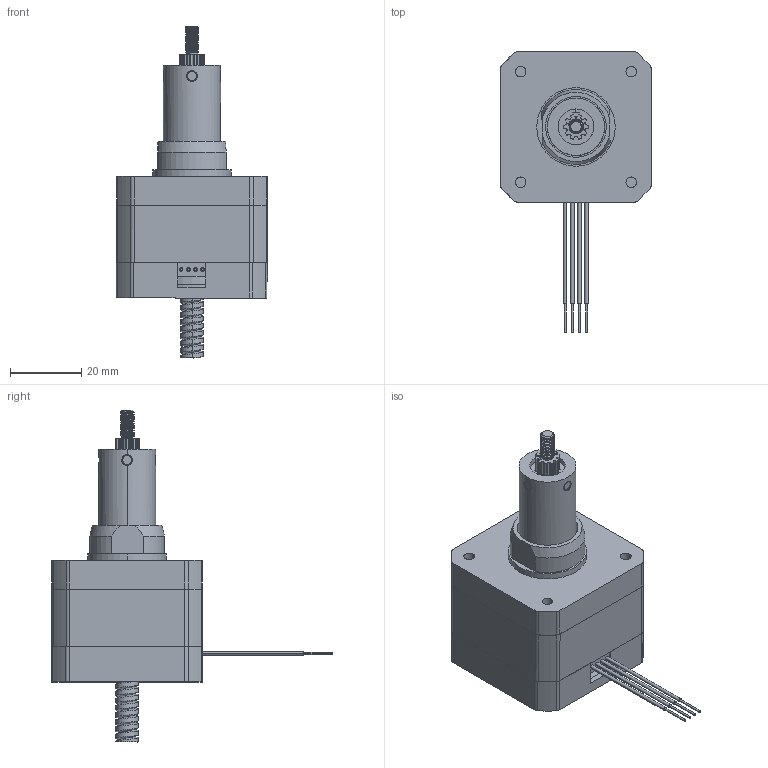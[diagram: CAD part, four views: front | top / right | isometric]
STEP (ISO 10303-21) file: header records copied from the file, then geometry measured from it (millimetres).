
FILE_DESCRIPTION (( 'STEP AP214' ), '1' );
FILE_NAME ('17K21-25.STEP', '2023-03-07T07:47:00', ( '' ), ( '' ), 'SwSTEP 2.0', 'SolidWorks 2022', '' );
FILE_SCHEMA (( 'AUTOMOTIVE_DESIGN' ));
Length unit declared in the file: millimetre
Products named in the file (18): 03-016叠片-11.STP; 07-020.STP; 10-072.STP; 10-092.STP; 06-291.STP; 07-004.STP; 17K21-25; 04-012-22.STP; 01-009-25.STP; 04-063注塑体.STP; 42单厚铭牌.STP; 花键轴 - 注塑.STP; 04-300-3.STP; 02-020.STP; 04-298-6-SZ.STP; 17K21-25.STP; 01-008-5.STP; 05-0108-3.STP
Assembly tree (19 placements, depth 3):
  17K21-25
    17K21-25.STP
      01-008-5.STP
      01-009-25.STP
      03-016叠片-11.STP  x2
      04-012-22.STP
      04-300-3.STP
      06-291.STP
      07-004.STP
      07-020.STP  x2
      10-072.STP
      10-092.STP
      02-020.STP
      04-298-6-SZ.STP
      04-063注塑体.STP
      05-0108-3.STP
      42单厚铭牌.STP
      花键轴 - 注塑.STP
Bounding box: 42.45 x 78.66 x 93 mm (x, y, z)
Volume: 48086.7 mm3; surface area: 44060.6 mm2
Topology: 19 solids, 19 shells, 1260 faces, 3480 edges, 2294 vertices
Faces by surface type: cylinder 712, plane 508, cone 24, bspline 8, torus 8
Entity records: 42722 total; most frequent: CARTESIAN_POINT 15812, ORIENTED_EDGE 5510, DIRECTION 5488, EDGE_CURVE 2755, AXIS2_PLACEMENT_3D 1971, VERTEX_POINT 1812, VECTOR 1546, LINE 1546
